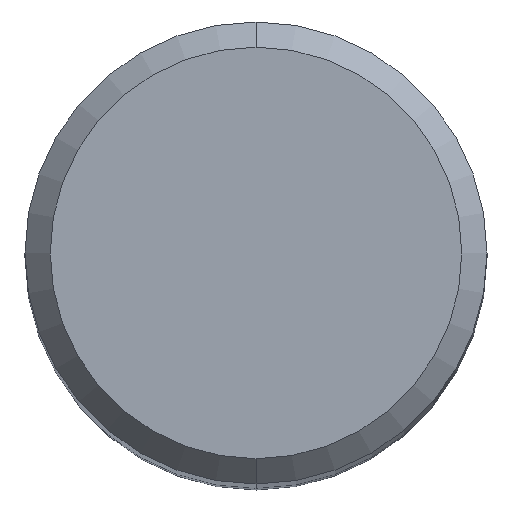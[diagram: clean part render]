
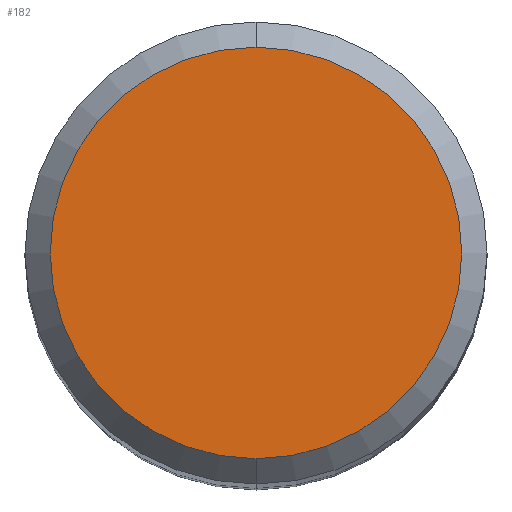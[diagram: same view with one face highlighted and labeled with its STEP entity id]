
A CAD part, top view. The second image highlights one B-rep face of the part: STEP entity #182.
In plain terms, the highlighted planar face has unit normal (0, 0, 1).
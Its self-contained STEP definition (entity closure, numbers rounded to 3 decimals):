
#182=ADVANCED_FACE('',(#483),#484,.T.);
#232=EDGE_CURVE('',#348,#450,#543,.T.);
#310=EDGE_CURVE('',#450,#348,#627,.T.);
#348=VERTEX_POINT('',#668);
#450=VERTEX_POINT('',#781);
#483=FACE_OUTER_BOUND('',#834,.T.);
#484=PLANE('',#835);
#543=CIRCLE('',#960,4.9);
#627=CIRCLE('',#1138,4.9);
#668=CARTESIAN_POINT('',(0.,-4.9,0.0));
#781=CARTESIAN_POINT('',(0.0,4.9,0.0));
#834=EDGE_LOOP('',(#1476,#1477));
#835=AXIS2_PLACEMENT_3D('',#1478,#1479,#1480);
#960=AXIS2_PLACEMENT_3D('',#1568,#1569,#1570);
#1138=AXIS2_PLACEMENT_3D('',#1657,#1658,#1659);
#1476=ORIENTED_EDGE('',*,*,#310,.F.);
#1477=ORIENTED_EDGE('',*,*,#232,.F.);
#1478=CARTESIAN_POINT('',(0.0,2.45,0.0));
#1479=DIRECTION('',(-0.0,0.0,1.0));
#1480=DIRECTION('',(0.0,-1.0,0.0));
#1568=CARTESIAN_POINT('',(0.0,0.0,0.0));
#1569=DIRECTION('',(0.0,0.0,-1.0));
#1570=DIRECTION('',(0.0,1.0,0.0));
#1657=CARTESIAN_POINT('',(0.0,0.0,0.0));
#1658=DIRECTION('',(0.0,0.0,-1.0));
#1659=DIRECTION('',(0.0,1.0,0.0));
